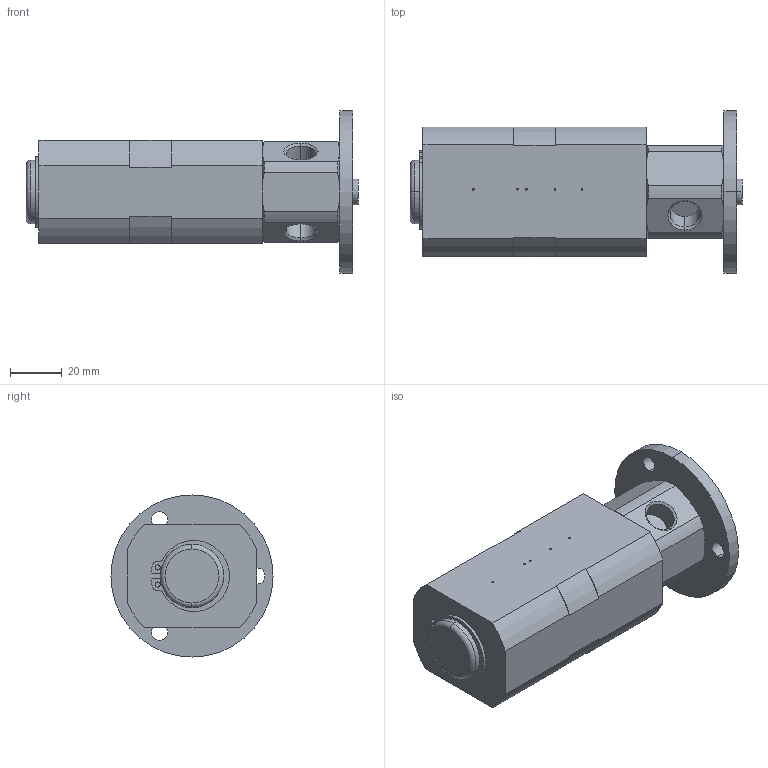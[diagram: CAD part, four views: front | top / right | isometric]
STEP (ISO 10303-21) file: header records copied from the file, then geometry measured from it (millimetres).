
FILE_DESCRIPTION(/* description */ ('VariCAD 2016-1.06 AP-214'),/* implementation_level */ '2;1');
FILE_NAME(/* name */ 'ddf_14-3.stp',/* time_stamp */ '2016-06-16T10:47:07+02:00',/* author */ (''),/* organization */ (''),/* preprocessor_version */ 'ST-DEVELOPER v14',/* originating_system */ 'VariCAD 2016-1.06; kernel version (20130303)',/* authorisation */ '');
FILE_SCHEMA (('AUTOMOTIVE_DESIGN'));
Length unit declared in the file: millimetre
Products named in the file (6): ddf_14-3; FARBO-322<5>; FARBO-322<4>; FARBO-322<3>; FARBO-322<2>; FARBO-322<1>
Assembly tree (5 placements, depth 2):
  ddf_14-3
    FARBO-322<5>
    FARBO-322<4>
    FARBO-322<3>
    FARBO-322<2>
    FARBO-322<1>
Bounding box: 128 x 62.5 x 62.5 mm (x, y, z)
Volume: 200661.2 mm3; surface area: 43548.2 mm2
Topology: 5 solids, 5 shells, 158 faces, 397 edges, 256 vertices
Faces by surface type: cylinder 83, plane 49, cone 24, torus 2
Entity records: 5498 total; most frequent: CARTESIAN_POINT 1465, DIRECTION 843, ORIENTED_EDGE 794, EDGE_CURVE 397, AXIS2_PLACEMENT_3D 342, VERTEX_POINT 256, EDGE_LOOP 183, CIRCLE 168
